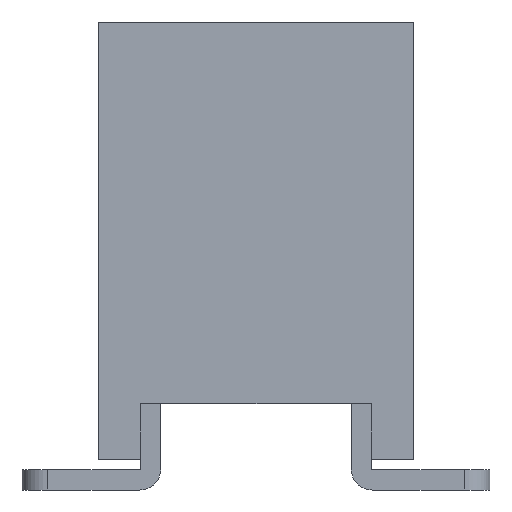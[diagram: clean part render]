
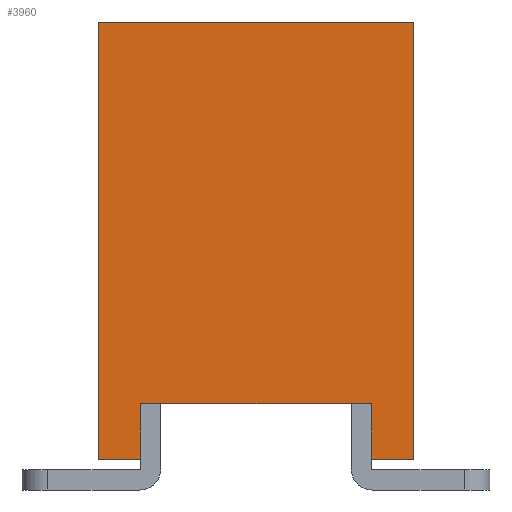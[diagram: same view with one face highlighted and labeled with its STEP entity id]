
A CAD part, left-side view. The second image highlights one B-rep face of the part: STEP entity #3960.
In plain terms, the highlighted planar face has unit normal (-1, 0, 0).
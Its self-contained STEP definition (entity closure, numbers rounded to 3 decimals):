
#443=ORIENTED_EDGE('',*,*,#1436,.T.);
#444=ORIENTED_EDGE('',*,*,#1591,.T.);
#445=ORIENTED_EDGE('',*,*,#1592,.F.);
#446=ORIENTED_EDGE('',*,*,#1593,.T.);
#447=ORIENTED_EDGE('',*,*,#1360,.T.);
#448=ORIENTED_EDGE('',*,*,#1594,.F.);
#449=ORIENTED_EDGE('',*,*,#1595,.F.);
#450=ORIENTED_EDGE('',*,*,#1596,.T.);
#1360=EDGE_CURVE('',#1935,#1933,#2312,.T.);
#1436=EDGE_CURVE('',#2011,#2010,#2388,.T.);
#1591=EDGE_CURVE('',#2010,#2165,#2543,.T.);
#1592=EDGE_CURVE('',#2166,#2165,#2544,.T.);
#1593=EDGE_CURVE('',#2166,#1935,#2545,.T.);
#1594=EDGE_CURVE('',#2167,#1933,#2546,.T.);
#1595=EDGE_CURVE('',#2168,#2167,#2547,.T.);
#1596=EDGE_CURVE('',#2168,#2011,#2548,.T.);
#1933=VERTEX_POINT('',#5553);
#1935=VERTEX_POINT('',#5556);
#2010=VERTEX_POINT('',#5708);
#2011=VERTEX_POINT('',#5710);
#2165=VERTEX_POINT('',#6035);
#2166=VERTEX_POINT('',#6037);
#2167=VERTEX_POINT('',#6040);
#2168=VERTEX_POINT('',#6042);
#2312=LINE('',#5555,#2826);
#2388=LINE('',#5709,#2902);
#2543=LINE('',#6034,#3057);
#2544=LINE('',#6036,#3058);
#2545=LINE('',#6038,#3059);
#2546=LINE('',#6039,#3060);
#2547=LINE('',#6041,#3061);
#2548=LINE('',#6043,#3062);
#2826=VECTOR('',#4473,1000.);
#2902=VECTOR('',#4553,1000.);
#3057=VECTOR('',#4740,1000.);
#3058=VECTOR('',#4741,1000.);
#3059=VECTOR('',#4742,1000.);
#3060=VECTOR('',#4743,1000.);
#3061=VECTOR('',#4744,1000.);
#3062=VECTOR('',#4745,1000.);
#3357=EDGE_LOOP('',(#443,#444,#445,#446,#447,#448,#449,#450));
#3589=FACE_BOUND('',#3357,.T.);
#3789=PLANE('',#4187);
#3960=ADVANCED_FACE('',(#3589),#3789,.T.);
#4187=AXIS2_PLACEMENT_3D('',#6033,#4738,#4739);
#4473=DIRECTION('',(0.,1.,0.));
#4553=DIRECTION('',(0.,-1.,0.));
#4738=DIRECTION('',(-1.,0.,0.));
#4739=DIRECTION('',(0.,0.,1.));
#4740=DIRECTION('',(0.,0.,-1.));
#4741=DIRECTION('',(0.,1.,0.));
#4742=DIRECTION('',(0.,0.,1.));
#4743=DIRECTION('',(0.,0.,1.));
#4744=DIRECTION('',(0.,1.,0.));
#4745=DIRECTION('',(0.,0.,1.));
#5553=CARTESIAN_POINT('',(-5.28,1.55,2.15));
#5555=CARTESIAN_POINT('',(-5.28,-1.55,2.15));
#5556=CARTESIAN_POINT('',(-5.28,-1.55,2.15));
#5708=CARTESIAN_POINT('',(-5.28,-1.135,-1.6));
#5709=CARTESIAN_POINT('',(-5.28,-1.55,-1.6));
#5710=CARTESIAN_POINT('',(-5.28,1.135,-1.6));
#6033=CARTESIAN_POINT('',(-5.28,-1.55,-2.15));
#6034=CARTESIAN_POINT('',(-5.28,-1.135,-2.15));
#6035=CARTESIAN_POINT('',(-5.28,-1.135,-2.15));
#6036=CARTESIAN_POINT('',(-5.28,-1.55,-2.15));
#6037=CARTESIAN_POINT('',(-5.28,-1.55,-2.15));
#6038=CARTESIAN_POINT('',(-5.28,-1.55,-2.15));
#6039=CARTESIAN_POINT('',(-5.28,1.55,-2.15));
#6040=CARTESIAN_POINT('',(-5.28,1.55,-2.15));
#6041=CARTESIAN_POINT('',(-5.28,-1.55,-2.15));
#6042=CARTESIAN_POINT('',(-5.28,1.135,-2.15));
#6043=CARTESIAN_POINT('',(-5.28,1.135,-2.15));
